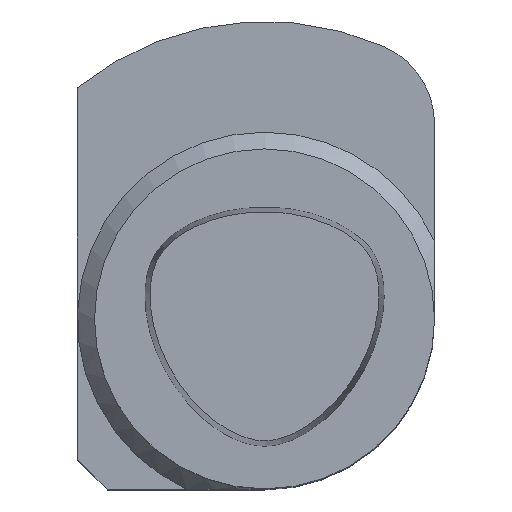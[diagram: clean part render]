
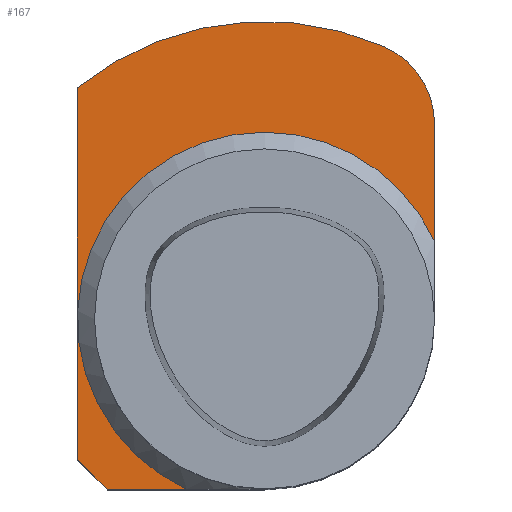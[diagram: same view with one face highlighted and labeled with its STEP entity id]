
A CAD part, top view. The second image highlights one B-rep face of the part: STEP entity #167.
In plain terms, the highlighted planar face has unit normal (0, 0, 1).
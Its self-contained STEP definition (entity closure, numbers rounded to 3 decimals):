
#96=EDGE_CURVE('Unnamed[1]',#258,#259,#260,.T.);
#130=EDGE_CURVE('Unnamed[1]',#286,#311,#312,.T.);
#144=EDGE_CURVE('Unnamed[1]',#332,#286,#333,.T.);
#150=EDGE_CURVE('Unnamed[1]',#329,#340,#341,.T.);
#160=EDGE_CURVE('Unnamed[1]',#340,#259,#352,.T.);
#167=ADVANCED_FACE('Unnamed[1]',(#360),#361,.F.);
#199=EDGE_CURVE('Unnamed[1]',#311,#258,#399,.T.);
#201=EDGE_CURVE('Unnamed[1]',#329,#332,#401,.T.);
#258=VERTEX_POINT('',#461);
#259=VERTEX_POINT('',#462);
#260=LINE('',#463,#464);
#286=VERTEX_POINT('',#496);
#311=VERTEX_POINT('',#541);
#312=LINE('',#542,#543);
#329=VERTEX_POINT('',#997);
#332=VERTEX_POINT('',#1002);
#333=CIRCLE('',#1003,21.99);
#340=VERTEX_POINT('',#1109);
#341=CIRCLE('',#1110,10.0);
#352=CIRCLE('',#1137,35.0);
#360=FACE_OUTER_BOUND('',#1149,.T.);
#361=PLANE('',#1150);
#399=LINE('',#1212,#1213);
#401=LINE('',#1216,#1217);
#461=CARTESIAN_POINT('',(-22.0,-16.485,-21.0));
#462=CARTESIAN_POINT('',(-22.,27.221,-21.0));
#463=CARTESIAN_POINT('',(-22.0,16.932,-21.0));
#464=VECTOR('',#1273,1.0);
#496=CARTESIAN_POINT('',(-9.141,-20.0,-21.0));
#541=CARTESIAN_POINT('',(-18.485,-20.0,-21.0));
#542=CARTESIAN_POINT('',(-4.621,-20.0,-21.0));
#543=VECTOR('',#1333,1.0);
#997=CARTESIAN_POINT('',(20.0,22.913,-21.0));
#1002=CARTESIAN_POINT('',(20.0,9.141,-21.0));
#1003=AXIS2_PLACEMENT_3D('',#1347,#1348,#1349);
#1109=CARTESIAN_POINT('',(14.0,32.078,-21.0));
#1110=AXIS2_PLACEMENT_3D('',#1351,#1352,#1353);
#1137=AXIS2_PLACEMENT_3D('',#1359,#1360,#1361);
#1149=EDGE_LOOP('',(#1367,#1368,#1369,#1370,#1371,#1372,#1373));
#1150=AXIS2_PLACEMENT_3D('',#1374,#1375,#1376);
#1212=CARTESIAN_POINT('',(-26.866,-11.619,-21.0));
#1213=VECTOR('',#1419,1.0);
#1216=CARTESIAN_POINT('',(20.0,21.428,-21.0));
#1217=VECTOR('',#1420,1.0);
#1273=DIRECTION('',(0.,1.0,0.));
#1333=DIRECTION('',(-1.0,0.,0.));
#1347=CARTESIAN_POINT('',(0.,0.,-21.0));
#1348=DIRECTION('',(0.,0.,1.0));
#1349=DIRECTION('',(0.,1.0,0.));
#1351=CARTESIAN_POINT('',(10.0,22.913,-21.0));
#1352=DIRECTION('',(0.,0.,1.0));
#1353=DIRECTION('',(0.837,0.548,0.));
#1359=CARTESIAN_POINT('',(0.,0.,-21.0));
#1360=DIRECTION('',(0.,0.,1.0));
#1361=DIRECTION('',(0.,1.0,0.));
#1367=ORIENTED_EDGE('',*,*,#150,.T.);
#1368=ORIENTED_EDGE('',*,*,#160,.T.);
#1369=ORIENTED_EDGE('',*,*,#96,.F.);
#1370=ORIENTED_EDGE('',*,*,#199,.F.);
#1371=ORIENTED_EDGE('',*,*,#130,.F.);
#1372=ORIENTED_EDGE('',*,*,#144,.F.);
#1373=ORIENTED_EDGE('',*,*,#201,.F.);
#1374=CARTESIAN_POINT('',(0.,28.495,-21.0));
#1375=DIRECTION('',(0.,0.,-1.0));
#1376=DIRECTION('',(-1.0,0.,0.));
#1419=DIRECTION('',(-0.707,0.707,0.));
#1420=DIRECTION('',(0.,-1.0,0.));
